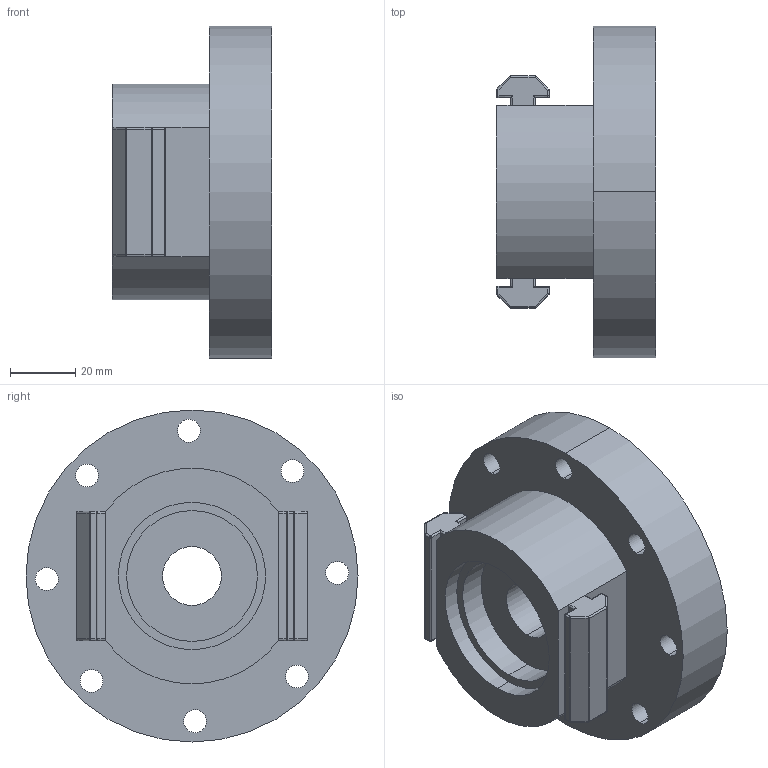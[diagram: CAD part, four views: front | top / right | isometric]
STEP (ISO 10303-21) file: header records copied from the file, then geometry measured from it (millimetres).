
FILE_DESCRIPTION (( 'STEP AP203' ), '1' );
FILE_NAME ('Test1_Seal_Casing.STEP', '2024-10-19T16:40:32', ( '' ), ( '' ), 'SwSTEP 2.0', 'SolidWorks 2024', '' );
FILE_SCHEMA (( 'CONFIG_CONTROL_DESIGN' ));
Length unit declared in the file: inch
Products named in the file (1): Test1_Seal_Casing
Bounding box: 48.77 x 101.6 x 101.6 mm (x, y, z)
Volume: 212895.7 mm3; surface area: 38238.9 mm2
Topology: 1 solids, 1 shells, 142 faces, 332 edges, 178 vertices
Faces by surface type: cylinder 83, plane 35, sphere 24
Entity records: 3956 total; most frequent: DIRECTION 739, CARTESIAN_POINT 656, ORIENTED_EDGE 622, EDGE_CURVE 311, AXIS2_PLACEMENT_3D 293, VERTEX_POINT 178, EDGE_LOOP 167, LINE 153
